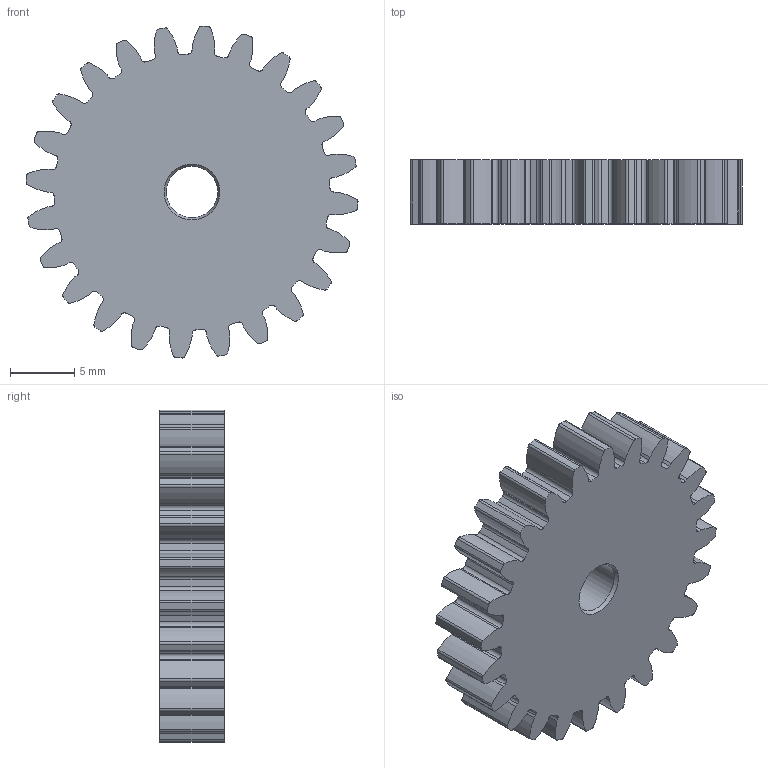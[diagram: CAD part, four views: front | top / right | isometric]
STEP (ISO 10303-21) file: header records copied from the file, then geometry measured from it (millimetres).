
FILE_DESCRIPTION(/* description */ (''),/* implementation_level */ '2;1');
FILE_NAME(/* name */ 'ACWA-0050_satllite.step',/* time_stamp */ '2024-02-29T14:07:09+01:00',/* author */ (''),/* organization */ (''),/* preprocessor_version */ 'ST-DEVELOPER v20',/* originating_system */ 'Autodesk Translation Framework v12.20.1.177',/* authorisation */ '');
FILE_SCHEMA (('AUTOMOTIVE_DESIGN { 1 0 10303 214 3 1 1 }'));
Length unit declared in the file: millimetre
Products named in the file (1): ACWA-0050
Bounding box: 25.86 x 5 x 25.86 mm (x, y, z)
Volume: 2147.8 mm3; surface area: 1665.4 mm2
Topology: 1 solids, 1 shells, 245 faces, 729 edges, 486 vertices
Faces by surface type: cylinder 145, plane 50, bspline 48, cone 2
Full cylindrical faces by diameter (mm): 4 x1
Entity records: 8717 total; most frequent: CARTESIAN_POINT 2133, ORIENTED_EDGE 1458, DIRECTION 1323, EDGE_CURVE 729, AXIS2_PLACEMENT_3D 492, VERTEX_POINT 486, LINE 339, VECTOR 339
